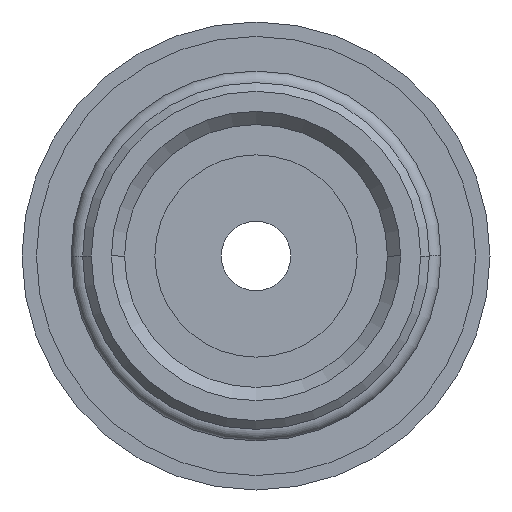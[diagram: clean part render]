
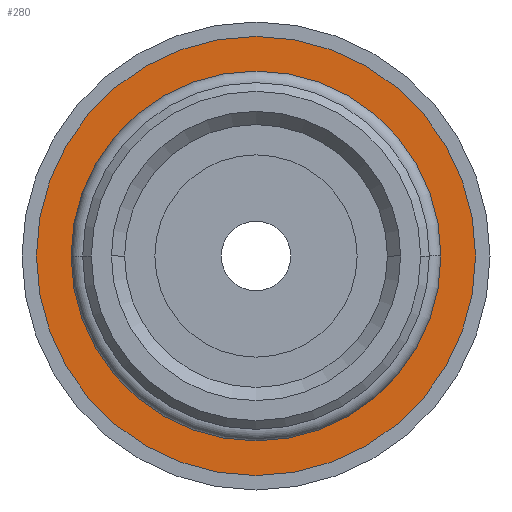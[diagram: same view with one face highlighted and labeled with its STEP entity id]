
A CAD part, front view. The second image highlights one B-rep face of the part: STEP entity #280.
In plain terms, the highlighted planar face has unit normal (0, -1, 0).
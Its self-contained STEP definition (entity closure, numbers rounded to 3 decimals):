
#280=ADVANCED_FACE('',(#593,#594),#595,.T.);
#593=FACE_OUTER_BOUND('',#29962,.T.);
#594=FACE_BOUND('',#29963,.T.);
#595=PLANE('',#29964);
#29962=EDGE_LOOP('',(#30661,#30662));
#29963=EDGE_LOOP('',(#30663,#30664));
#29964=AXIS2_PLACEMENT_3D('',#30665,#30666,#30667);
#30661=ORIENTED_EDGE('',*,*,#31051,.F.);
#30662=ORIENTED_EDGE('',*,*,#31023,.F.);
#30663=ORIENTED_EDGE('',*,*,#31170,.T.);
#30664=ORIENTED_EDGE('',*,*,#31171,.T.);
#30665=CARTESIAN_POINT('',(6.8,4.0,0.0));
#30666=DIRECTION('',(-0.0,-1.0,-0.0));
#30667=DIRECTION('',(-1.0,0.0,0.0));
#31023=EDGE_CURVE('',#31425,#31420,#31427,.T.);
#31051=EDGE_CURVE('',#31420,#31425,#31470,.T.);
#31170=EDGE_CURVE('',#31616,#31617,#31618,.T.);
#31171=EDGE_CURVE('',#31617,#31616,#31619,.T.);
#31420=VERTEX_POINT('',#34414);
#31425=VERTEX_POINT('',#34420);
#31427=CIRCLE('',#34423,7.6);
#31470=CIRCLE('',#34529,7.6);
#31616=VERTEX_POINT('',#34959);
#31617=VERTEX_POINT('',#34960);
#31618=CIRCLE('',#34961,6.0);
#31619=CIRCLE('',#34962,6.0);
#34414=CARTESIAN_POINT('',(7.6,4.0,0.0));
#34420=CARTESIAN_POINT('',(-7.6,4.0,0.));
#34423=AXIS2_PLACEMENT_3D('',#35243,#35244,#35245);
#34529=AXIS2_PLACEMENT_3D('',#35275,#35276,#35277);
#34959=CARTESIAN_POINT('',(6.0,4.0,0.0));
#34960=CARTESIAN_POINT('',(-6.0,4.0,0.));
#34961=AXIS2_PLACEMENT_3D('',#35404,#35405,#35406);
#34962=AXIS2_PLACEMENT_3D('',#35407,#35408,#35409);
#35243=CARTESIAN_POINT('',(0.0,4.0,0.0));
#35244=DIRECTION('',(-0.0,1.0,0.0));
#35245=DIRECTION('',(1.0,0.0,0.0));
#35275=CARTESIAN_POINT('',(0.0,4.0,0.0));
#35276=DIRECTION('',(-0.0,1.0,0.0));
#35277=DIRECTION('',(1.0,0.0,0.0));
#35404=CARTESIAN_POINT('',(0.0,4.0,0.0));
#35405=DIRECTION('',(-0.0,1.0,0.0));
#35406=DIRECTION('',(1.0,0.0,0.0));
#35407=CARTESIAN_POINT('',(0.0,4.0,0.0));
#35408=DIRECTION('',(-0.0,1.0,0.0));
#35409=DIRECTION('',(1.0,0.0,0.0));
